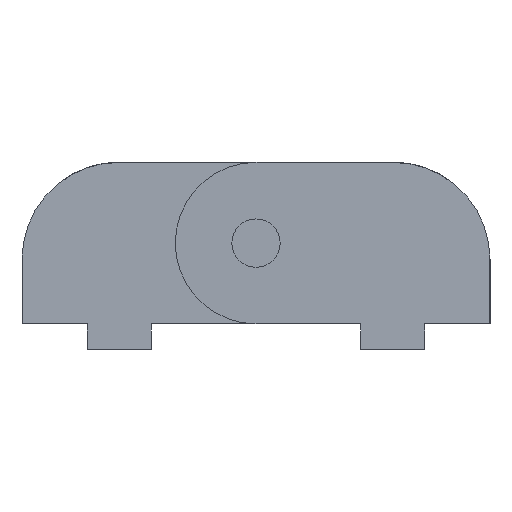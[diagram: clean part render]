
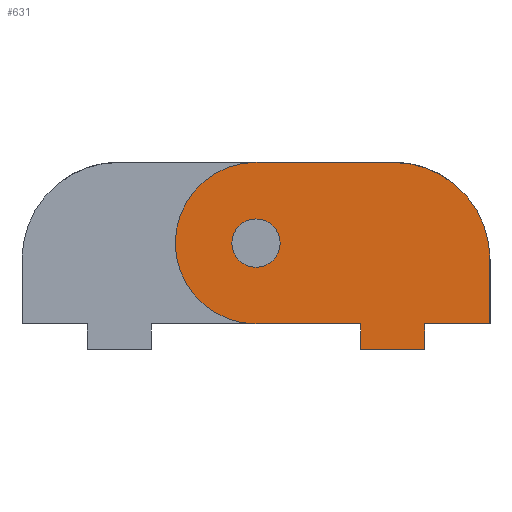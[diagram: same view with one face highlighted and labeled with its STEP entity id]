
A CAD part, front view. The second image highlights one B-rep face of the part: STEP entity #631.
In plain terms, the highlighted planar face has unit normal (0, -1, 0).
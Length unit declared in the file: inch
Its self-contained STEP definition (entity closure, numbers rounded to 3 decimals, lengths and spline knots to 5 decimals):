
#76=CARTESIAN_POINT('',(-0.6225,-0.375,0.3125));
#77=VERTEX_POINT('',#76);
#86=CARTESIAN_POINT('',(-0.4355,-0.375,0.3125));
#87=VERTEX_POINT('',#86);
#88=CARTESIAN_POINT('',(-0.529,-0.375,0.3125));
#89=DIRECTION('',(0.0,1.0,0.0));
#90=DIRECTION('',(-1.0,0.0,0.0));
#91=AXIS2_PLACEMENT_3D('',#88,#89,#90);
#92=CIRCLE('',#91,0.0935);
#93=EDGE_CURVE('',#87,#77,#92,.T.);
#312=CARTESIAN_POINT('',(-0.529,-0.375,0.625));
#313=VERTEX_POINT('',#312);
#320=CARTESIAN_POINT('',(0.002,-0.375,0.625));
#321=VERTEX_POINT('',#320);
#322=CARTESIAN_POINT('',(-0.529,-0.375,0.625));
#323=DIRECTION('',(1.0,0.0,0.0));
#324=VECTOR('',#323,0.531);
#325=LINE('',#322,#324);
#326=EDGE_CURVE('',#313,#321,#325,.T.);
#351=CARTESIAN_POINT('',(-0.529,-0.375,0.3125));
#352=DIRECTION('',(0.0,1.0,0.0));
#353=DIRECTION('',(-1.0,0.0,0.0));
#354=AXIS2_PLACEMENT_3D('',#351,#352,#353);
#355=CIRCLE('',#354,0.0935);
#356=EDGE_CURVE('',#77,#87,#355,.T.);
#376=CARTESIAN_POINT('',(0.377,-0.375,0.0));
#377=VERTEX_POINT('',#376);
#384=CARTESIAN_POINT('',(0.125,-0.375,0.0));
#385=VERTEX_POINT('',#384);
#386=CARTESIAN_POINT('',(0.377,-0.375,0.0));
#387=DIRECTION('',(-1.0,0.0,0.0));
#388=VECTOR('',#387,0.252);
#389=LINE('',#386,#388);
#390=EDGE_CURVE('',#377,#385,#389,.T.);
#414=CARTESIAN_POINT('',(0.377,-0.375,0.25));
#415=VERTEX_POINT('',#414);
#422=CARTESIAN_POINT('',(0.377,-0.375,0.25));
#423=DIRECTION('',(0.0,0.0,-1.0));
#424=VECTOR('',#423,0.25);
#425=LINE('',#422,#424);
#426=EDGE_CURVE('',#415,#377,#425,.T.);
#440=CARTESIAN_POINT('',(0.002,-0.375,0.25));
#441=DIRECTION('',(0.0,1.0,0.0));
#442=DIRECTION('',(-1.0,0.0,0.0));
#443=AXIS2_PLACEMENT_3D('',#440,#441,#442);
#444=CIRCLE('',#443,0.375);
#445=EDGE_CURVE('',#321,#415,#444,.T.);
#473=CARTESIAN_POINT('',(-0.529,-0.375,0.));
#474=VERTEX_POINT('',#473);
#481=CARTESIAN_POINT('',(-0.529,-0.375,0.3125));
#482=DIRECTION('',(0.0,1.0,0.0));
#483=DIRECTION('',(-1.0,0.0,0.0));
#484=AXIS2_PLACEMENT_3D('',#481,#482,#483);
#485=CIRCLE('',#484,0.3125);
#486=EDGE_CURVE('',#474,#313,#485,.T.);
#505=CARTESIAN_POINT('',(-0.124,-0.375,0.));
#506=VERTEX_POINT('',#505);
#513=CARTESIAN_POINT('',(-0.124,-0.375,0.));
#514=DIRECTION('',(-1.0,0.0,0.0));
#515=VECTOR('',#514,0.405);
#516=LINE('',#513,#515);
#517=EDGE_CURVE('',#506,#474,#516,.T.);
#536=CARTESIAN_POINT('',(-0.124,-0.375,-0.1));
#537=VERTEX_POINT('',#536);
#544=CARTESIAN_POINT('',(-0.124,-0.375,-0.1));
#545=DIRECTION('',(0.0,0.0,1.0));
#546=VECTOR('',#545,0.1);
#547=LINE('',#544,#546);
#548=EDGE_CURVE('',#537,#506,#547,.T.);
#567=CARTESIAN_POINT('',(0.125,-0.375,-0.1));
#568=VERTEX_POINT('',#567);
#575=CARTESIAN_POINT('',(0.125,-0.375,-0.1));
#576=DIRECTION('',(-1.0,0.0,0.0));
#577=VECTOR('',#576,0.249);
#578=LINE('',#575,#577);
#579=EDGE_CURVE('',#568,#537,#578,.T.);
#601=CARTESIAN_POINT('',(0.125,-0.375,0.0));
#602=DIRECTION('',(0.0,0.0,-1.0));
#603=VECTOR('',#602,0.1);
#604=LINE('',#601,#603);
#605=EDGE_CURVE('',#385,#568,#604,.T.);
#611=CARTESIAN_POINT('',(-0.07948,-0.375,0.19342));
#612=DIRECTION('',(0.0,-1.0,0.0));
#613=DIRECTION('',(0.0,0.0,1.0));
#614=AXIS2_PLACEMENT_3D('',#611,#612,#613);
#615=PLANE('',#614);
#616=ORIENTED_EDGE('',*,*,#605,.F.);
#617=ORIENTED_EDGE('',*,*,#390,.F.);
#618=ORIENTED_EDGE('',*,*,#426,.F.);
#619=ORIENTED_EDGE('',*,*,#445,.F.);
#620=ORIENTED_EDGE('',*,*,#326,.F.);
#621=ORIENTED_EDGE('',*,*,#486,.F.);
#622=ORIENTED_EDGE('',*,*,#517,.F.);
#623=ORIENTED_EDGE('',*,*,#548,.F.);
#624=ORIENTED_EDGE('',*,*,#579,.F.);
#625=EDGE_LOOP('',(#616,#617,#618,#619,#620,#621,#622,#623,#624));
#626=FACE_OUTER_BOUND('',#625,.T.);
#627=ORIENTED_EDGE('',*,*,#356,.T.);
#628=ORIENTED_EDGE('',*,*,#93,.T.);
#629=EDGE_LOOP('',(#627,#628));
#630=FACE_BOUND('',#629,.T.);
#631=ADVANCED_FACE('',(#626,#630),#615,.T.);
